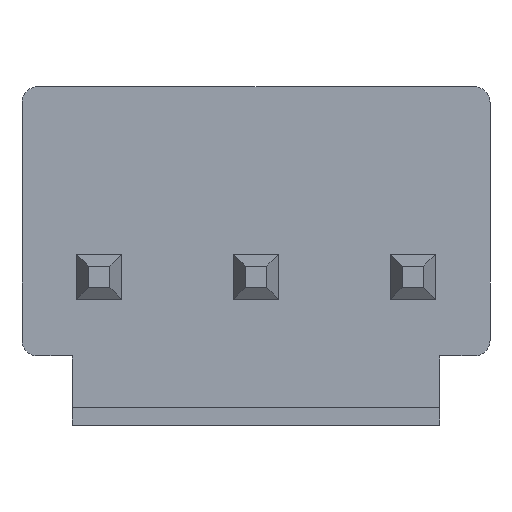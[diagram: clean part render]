
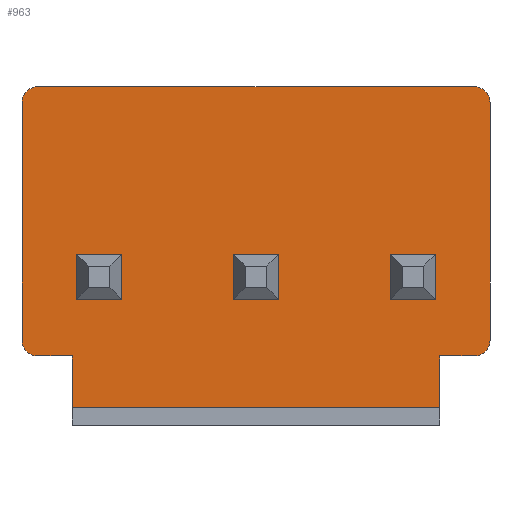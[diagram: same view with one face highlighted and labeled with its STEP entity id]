
A CAD part, front view. The second image highlights one B-rep face of the part: STEP entity #963.
In plain terms, the highlighted planar face has unit normal (0, -1, 0).
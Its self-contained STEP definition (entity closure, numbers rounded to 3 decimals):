
#22=PLANE('',#1044);
#81=FACE_OUTER_BOUND('',#143,.T.);
#143=EDGE_LOOP('',(#693,#694,#695,#696,#697,#698,#699,#700,#701,#702,#703,
#704));
#205=LINE('',#1392,#333);
#208=LINE('',#1398,#336);
#209=LINE('',#1400,#337);
#210=LINE('',#1402,#338);
#211=LINE('',#1404,#339);
#212=LINE('',#1406,#340);
#213=LINE('',#1410,#341);
#214=LINE('',#1414,#342);
#333=VECTOR('',#1122,10.);
#336=VECTOR('',#1127,10.);
#337=VECTOR('',#1128,10.);
#338=VECTOR('',#1129,10.);
#339=VECTOR('',#1130,10.);
#340=VECTOR('',#1131,10.);
#341=VECTOR('',#1134,10.);
#342=VECTOR('',#1137,10.);
#460=CIRCLE('',#1042,0.4);
#461=CIRCLE('',#1045,0.4);
#462=CIRCLE('',#1046,0.4);
#463=CIRCLE('',#1047,0.4);
#469=VERTEX_POINT('',#1385);
#470=VERTEX_POINT('',#1387);
#471=VERTEX_POINT('',#1391);
#473=VERTEX_POINT('',#1397);
#474=VERTEX_POINT('',#1399);
#475=VERTEX_POINT('',#1401);
#476=VERTEX_POINT('',#1403);
#477=VERTEX_POINT('',#1405);
#478=VERTEX_POINT('',#1407);
#479=VERTEX_POINT('',#1409);
#480=VERTEX_POINT('',#1411);
#481=VERTEX_POINT('',#1413);
#551=EDGE_CURVE('',#469,#470,#460,.T.);
#553=EDGE_CURVE('',#471,#470,#205,.T.);
#556=EDGE_CURVE('',#469,#473,#208,.T.);
#557=EDGE_CURVE('',#474,#473,#209,.T.);
#558=EDGE_CURVE('',#474,#475,#210,.T.);
#559=EDGE_CURVE('',#476,#475,#211,.T.);
#560=EDGE_CURVE('',#476,#477,#212,.T.);
#561=EDGE_CURVE('',#478,#477,#461,.T.);
#562=EDGE_CURVE('',#478,#479,#213,.T.);
#563=EDGE_CURVE('',#480,#479,#462,.T.);
#564=EDGE_CURVE('',#480,#481,#214,.T.);
#565=EDGE_CURVE('',#471,#481,#463,.T.);
#693=ORIENTED_EDGE('',*,*,#551,.F.);
#694=ORIENTED_EDGE('',*,*,#556,.T.);
#695=ORIENTED_EDGE('',*,*,#557,.F.);
#696=ORIENTED_EDGE('',*,*,#558,.T.);
#697=ORIENTED_EDGE('',*,*,#559,.F.);
#698=ORIENTED_EDGE('',*,*,#560,.T.);
#699=ORIENTED_EDGE('',*,*,#561,.F.);
#700=ORIENTED_EDGE('',*,*,#562,.T.);
#701=ORIENTED_EDGE('',*,*,#563,.F.);
#702=ORIENTED_EDGE('',*,*,#564,.T.);
#703=ORIENTED_EDGE('',*,*,#565,.F.);
#704=ORIENTED_EDGE('',*,*,#553,.T.);
#963=ADVANCED_FACE('',(#81),#22,.F.);
#1042=AXIS2_PLACEMENT_3D('',#1388,#1117,#1118);
#1044=AXIS2_PLACEMENT_3D('',#1396,#1125,#1126);
#1045=AXIS2_PLACEMENT_3D('',#1408,#1132,#1133);
#1046=AXIS2_PLACEMENT_3D('',#1412,#1135,#1136);
#1047=AXIS2_PLACEMENT_3D('',#1415,#1138,#1139);
#1117=DIRECTION('center_axis',(0.,1.,0.));
#1118=DIRECTION('ref_axis',(-0.707,0.,-0.707));
#1122=DIRECTION('',(0.,0.,-1.));
#1125=DIRECTION('center_axis',(0.,1.,0.));
#1126=DIRECTION('ref_axis',(1.,0.,0.));
#1127=DIRECTION('',(1.,0.,0.));
#1128=DIRECTION('',(0.,0.,1.));
#1129=DIRECTION('',(1.,0.,0.));
#1130=DIRECTION('',(0.,0.,-1.));
#1131=DIRECTION('',(1.,0.,0.));
#1132=DIRECTION('center_axis',(0.,1.,0.));
#1133=DIRECTION('ref_axis',(0.707,0.,-0.707));
#1134=DIRECTION('',(0.,0.,1.));
#1135=DIRECTION('center_axis',(0.,1.,0.));
#1136=DIRECTION('ref_axis',(0.707,0.,0.707));
#1137=DIRECTION('',(-1.,0.,0.));
#1138=DIRECTION('center_axis',(0.,1.,0.));
#1139=DIRECTION('ref_axis',(-0.707,0.,0.707));
#1385=CARTESIAN_POINT('',(-5.51,0.,-3.4));
#1387=CARTESIAN_POINT('',(-5.91,0.,-3.));
#1388=CARTESIAN_POINT('Origin',(-5.51,0.,-3.));
#1391=CARTESIAN_POINT('',(-5.91,0.,3.));
#1392=CARTESIAN_POINT('',(-5.91,0.,3.4));
#1396=CARTESIAN_POINT('Origin',(0.,0.,0.));
#1397=CARTESIAN_POINT('',(-4.64,0.,-3.4));
#1398=CARTESIAN_POINT('',(-5.91,0.,-3.4));
#1399=CARTESIAN_POINT('',(-4.64,0.,-4.7));
#1400=CARTESIAN_POINT('',(-4.64,0.,-3.4));
#1401=CARTESIAN_POINT('',(4.64,0.,-4.7));
#1402=CARTESIAN_POINT('',(0.,0.,-4.7));
#1403=CARTESIAN_POINT('',(4.64,0.,-3.4));
#1404=CARTESIAN_POINT('',(4.64,0.,-3.4));
#1405=CARTESIAN_POINT('',(5.51,0.,-3.4));
#1406=CARTESIAN_POINT('',(-5.91,0.,-3.4));
#1407=CARTESIAN_POINT('',(5.91,0.,-3.));
#1408=CARTESIAN_POINT('Origin',(5.51,0.,-3.));
#1409=CARTESIAN_POINT('',(5.91,0.,3.));
#1410=CARTESIAN_POINT('',(5.91,0.,-3.4));
#1411=CARTESIAN_POINT('',(5.51,0.,3.4));
#1412=CARTESIAN_POINT('Origin',(5.51,0.,3.));
#1413=CARTESIAN_POINT('',(-5.51,0.,3.4));
#1414=CARTESIAN_POINT('',(5.91,0.,3.4));
#1415=CARTESIAN_POINT('Origin',(-5.51,0.,3.));
